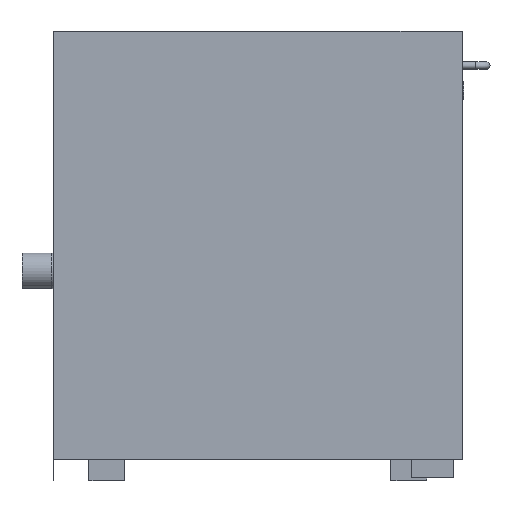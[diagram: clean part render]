
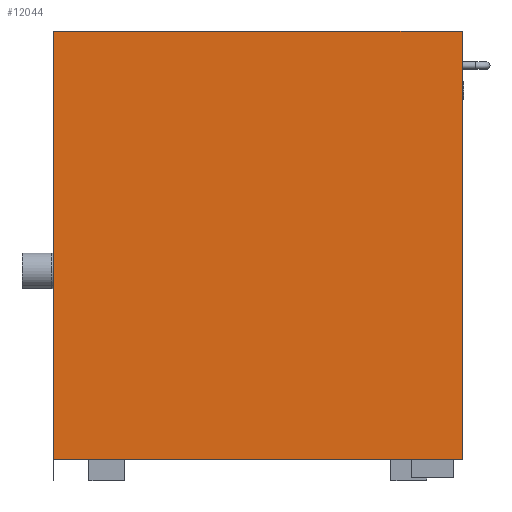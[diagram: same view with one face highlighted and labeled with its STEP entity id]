
A CAD part, left-side view. The second image highlights one B-rep face of the part: STEP entity #12044.
In plain terms, the highlighted planar face has unit normal (-1, 0, 0).
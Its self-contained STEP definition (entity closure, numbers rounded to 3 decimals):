
#1468=FACE_OUTER_BOUND('',#2145,.T.);
#2145=EDGE_LOOP('',(#8488,#8489,#8490,#8491,#8492,#8493));
#2918=LINE('',#15999,#4174);
#2920=LINE('',#16003,#4176);
#2988=LINE('',#16142,#4244);
#3049=LINE('',#16297,#4305);
#3050=LINE('',#16299,#4306);
#3051=LINE('',#16300,#4307);
#4174=VECTOR('',#13415,10.);
#4176=VECTOR('',#13419,10.);
#4244=VECTOR('',#13535,10.);
#4305=VECTOR('',#13686,10.);
#4306=VECTOR('',#13687,10.);
#4307=VECTOR('',#13688,10.);
#5428=VERTEX_POINT('',#15995);
#5429=VERTEX_POINT('',#15997);
#5430=VERTEX_POINT('',#16001);
#5477=VERTEX_POINT('',#16140);
#5526=VERTEX_POINT('',#16296);
#5527=VERTEX_POINT('',#16298);
#6558=EDGE_CURVE('',#5428,#5429,#2918,.T.);
#6560=EDGE_CURVE('',#5430,#5429,#2920,.T.);
#6628=EDGE_CURVE('',#5477,#5430,#2988,.T.);
#6699=EDGE_CURVE('',#5526,#5477,#3049,.T.);
#6700=EDGE_CURVE('',#5527,#5526,#3050,.T.);
#6701=EDGE_CURVE('',#5428,#5527,#3051,.T.);
#8488=ORIENTED_EDGE('',*,*,#6699,.F.);
#8489=ORIENTED_EDGE('',*,*,#6700,.F.);
#8490=ORIENTED_EDGE('',*,*,#6701,.F.);
#8491=ORIENTED_EDGE('',*,*,#6558,.T.);
#8492=ORIENTED_EDGE('',*,*,#6560,.F.);
#8493=ORIENTED_EDGE('',*,*,#6628,.F.);
#11576=PLANE('',#12811);
#12044=ADVANCED_FACE('',(#1468),#11576,.T.);
#12811=AXIS2_PLACEMENT_3D('',#16295,#13684,#13685);
#13415=DIRECTION('',(0.,-1.,0.));
#13419=DIRECTION('',(0.,0.,-1.));
#13535=DIRECTION('',(0.,1.,0.));
#13684=DIRECTION('center_axis',(-1.,0.,0.));
#13685=DIRECTION('ref_axis',(0.,-1.,0.));
#13686=DIRECTION('',(0.,0.,-1.));
#13687=DIRECTION('',(0.,-1.,0.));
#13688=DIRECTION('',(0.,0.,1.));
#15995=CARTESIAN_POINT('',(-551.,287.,-330.44));
#15997=CARTESIAN_POINT('',(-551.,286.9,-330.44));
#15999=CARTESIAN_POINT('',(-551.,287.,-330.44));
#16001=CARTESIAN_POINT('',(-551.,286.9,-300.44));
#16003=CARTESIAN_POINT('',(-551.,286.9,-330.44));
#16140=CARTESIAN_POINT('',(-551.,-287.,-300.44));
#16142=CARTESIAN_POINT('',(-551.,287.,-300.44));
#16295=CARTESIAN_POINT('Origin',(-551.,287.,0.));
#16296=CARTESIAN_POINT('',(-551.,-287.,300.44));
#16297=CARTESIAN_POINT('',(-551.,-287.,0.));
#16298=CARTESIAN_POINT('',(-551.,287.,300.44));
#16299=CARTESIAN_POINT('',(-551.,287.,300.44));
#16300=CARTESIAN_POINT('',(-551.,287.,0.));
